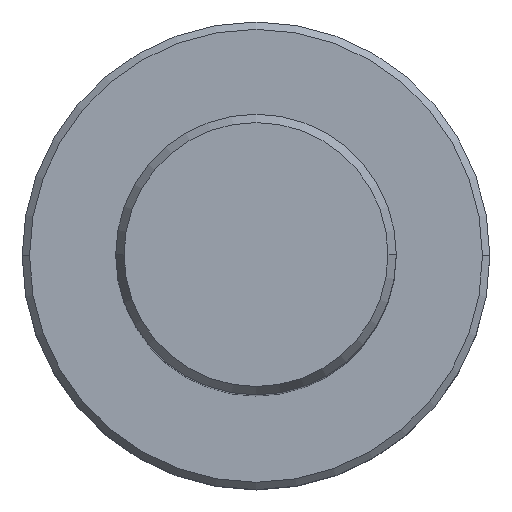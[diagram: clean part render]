
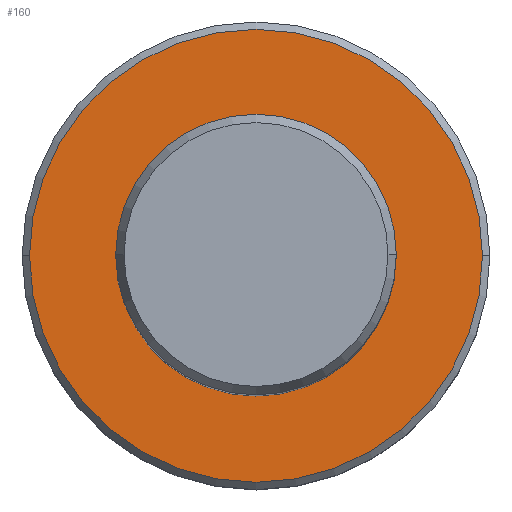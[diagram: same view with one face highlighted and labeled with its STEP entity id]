
A CAD part, top view. The second image highlights one B-rep face of the part: STEP entity #160.
In plain terms, the highlighted planar face has unit normal (0, 0, 1).
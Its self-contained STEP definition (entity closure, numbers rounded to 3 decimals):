
#28=FACE_BOUND('',#291,.T.);
#29=FACE_BOUND('',#292,.T.);
#56=PLANE('',#1085);
#160=ADVANCED_FACE('',(#28,#29),#56,.F.);
#291=EDGE_LOOP('',(#542,#543));
#292=EDGE_LOOP('',(#544,#545));
#350=CIRCLE('',#1079,9.025);
#351=CIRCLE('',#1081,9.025);
#352=CIRCLE('',#1083,15.375);
#353=CIRCLE('',#1084,15.375);
#542=ORIENTED_EDGE('',*,*,#737,.T.);
#543=ORIENTED_EDGE('',*,*,#738,.F.);
#544=ORIENTED_EDGE('',*,*,#736,.T.);
#545=ORIENTED_EDGE('',*,*,#733,.F.);
#633=VERTEX_POINT('',#2178);
#634=VERTEX_POINT('',#2179);
#635=VERTEX_POINT('',#2186);
#636=VERTEX_POINT('',#2187);
#733=EDGE_CURVE('',#633,#634,#350,.T.);
#736=EDGE_CURVE('',#633,#634,#351,.T.);
#737=EDGE_CURVE('',#635,#636,#352,.T.);
#738=EDGE_CURVE('',#635,#636,#353,.T.);
#1079=AXIS2_PLACEMENT_3D('',#2177,#1291,#1292);
#1081=AXIS2_PLACEMENT_3D('',#2183,#1297,#1298);
#1083=AXIS2_PLACEMENT_3D('',#2185,#1301,#1302);
#1084=AXIS2_PLACEMENT_3D('',#2188,#1303,#1304);
#1085=AXIS2_PLACEMENT_3D('',#2189,#1305,#1306);
#1291=DIRECTION('',(0.,0.,1.));
#1292=DIRECTION('',(1.,0.,0.));
#1297=DIRECTION('',(0.,0.,-1.));
#1298=DIRECTION('',(1.,0.,0.));
#1301=DIRECTION('',(0.,0.,1.));
#1302=DIRECTION('',(1.,0.,0.));
#1303=DIRECTION('',(0.,0.,-1.));
#1304=DIRECTION('',(1.,0.,0.));
#1305=DIRECTION('',(0.,0.,-1.));
#1306=DIRECTION('',(-1.,0.,0.));
#2177=CARTESIAN_POINT('',(0.,0.,0.));
#2178=CARTESIAN_POINT('',(9.025,0.,0.));
#2179=CARTESIAN_POINT('',(-9.025,0.,0.));
#2183=CARTESIAN_POINT('',(0.,0.,0.));
#2185=CARTESIAN_POINT('',(0.,0.,0.));
#2186=CARTESIAN_POINT('',(15.375,0.,0.));
#2187=CARTESIAN_POINT('',(-15.375,0.,0.));
#2188=CARTESIAN_POINT('',(0.,0.,0.));
#2189=CARTESIAN_POINT('',(0.,0.,0.));
